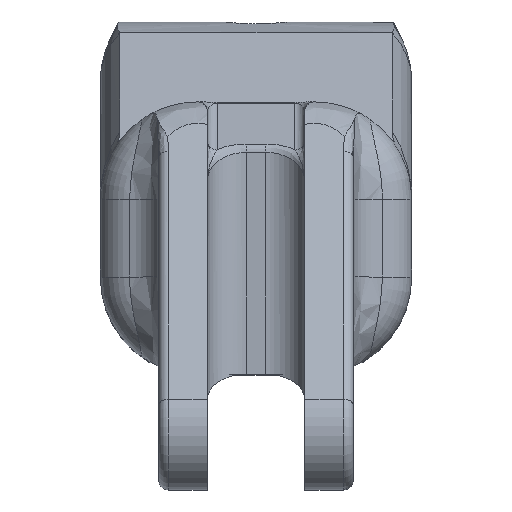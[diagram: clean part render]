
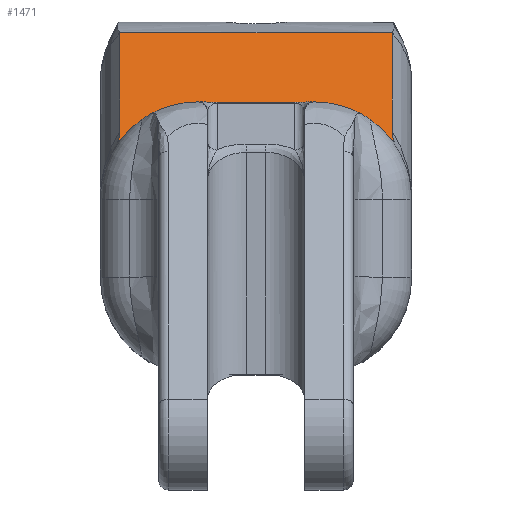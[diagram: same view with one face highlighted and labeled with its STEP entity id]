
A CAD part, top view. The second image highlights one B-rep face of the part: STEP entity #1471.
In plain terms, the highlighted planar face has unit normal (0, 0.819, 0.574).
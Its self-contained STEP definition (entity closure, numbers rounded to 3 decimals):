
#62=PLANE('',#1640);
#252=FACE_OUTER_BOUND('',#352,.T.);
#352=EDGE_LOOP('',(#1322,#1323,#1324,#1325,#1326,#1327));
#359=LINE('',#2056,#434);
#416=LINE('',#2628,#491);
#419=LINE('',#2892,#494);
#431=LINE('',#4373,#506);
#434=VECTOR('',#1655,14.);
#491=VECTOR('',#1824,8.828);
#494=VECTOR('',#1855,8.828);
#506=VECTOR('',#2013,14.187);
#544=B_SPLINE_CURVE_WITH_KNOTS('',3,(#3164,#3165,#3166,#3167,#3168,#3169),
 .UNSPECIFIED.,.F.,.F.,(4,2,4),(0.,0.048,
0.095),.UNSPECIFIED.);
#545=B_SPLINE_CURVE_WITH_KNOTS('',3,(#3186,#3187,#3188,#3189,#3190,#3191),
 .UNSPECIFIED.,.F.,.F.,(4,2,4),(0.,0.047,
0.095),.UNSPECIFIED.);
#567=VERTEX_POINT('',#2048);
#568=VERTEX_POINT('',#2055);
#666=VERTEX_POINT('',#2627);
#674=VERTEX_POINT('',#2891);
#677=VERTEX_POINT('',#3157);
#678=VERTEX_POINT('',#3185);
#698=EDGE_CURVE('',#567,#568,#359,.T.);
#812=EDGE_CURVE('',#567,#666,#416,.F.);
#831=EDGE_CURVE('',#674,#568,#419,.F.);
#846=EDGE_CURVE('',#677,#666,#544,.T.);
#847=EDGE_CURVE('',#674,#678,#545,.T.);
#906=EDGE_CURVE('',#677,#678,#431,.T.);
#1322=ORIENTED_EDGE('',*,*,#812,.T.);
#1323=ORIENTED_EDGE('',*,*,#846,.F.);
#1324=ORIENTED_EDGE('',*,*,#906,.T.);
#1325=ORIENTED_EDGE('',*,*,#847,.F.);
#1326=ORIENTED_EDGE('',*,*,#831,.T.);
#1327=ORIENTED_EDGE('',*,*,#698,.F.);
#1471=ADVANCED_FACE('',(#252),#62,.F.);
#1640=AXIS2_PLACEMENT_3D('',#4372,#2011,#2012);
#1655=DIRECTION('',(1.,0.,0.));
#1824=DIRECTION('',(0.,0.574,-0.819));
#1855=DIRECTION('',(0.,-0.574,0.819));
#2011=DIRECTION('center_axis',(0.,-0.819,
-0.574));
#2012=DIRECTION('ref_axis',(-1.,0.,0.));
#2013=DIRECTION('',(1.,0.,0.));
#2048=CARTESIAN_POINT('',(1.,17.606,-32.637));
#2055=CARTESIAN_POINT('',(15.,17.606,-32.637));
#2056=CARTESIAN_POINT('',(1.,17.606,-32.637));
#2627=CARTESIAN_POINT('',(1.,12.543,-25.405));
#2628=CARTESIAN_POINT('',(1.,12.543,-25.405));
#2891=CARTESIAN_POINT('',(15.,12.543,-25.405));
#2892=CARTESIAN_POINT('',(15.,17.606,-32.637));
#3157=CARTESIAN_POINT('',(0.907,12.,-24.631));
#3164=CARTESIAN_POINT('Ctrl Pts',(0.907,12.,-24.631));
#3165=CARTESIAN_POINT('Ctrl Pts',(0.937,12.091,-24.761));
#3166=CARTESIAN_POINT('Ctrl Pts',(0.961,12.183,-24.892));
#3167=CARTESIAN_POINT('Ctrl Pts',(0.992,12.364,-25.15));
#3168=CARTESIAN_POINT('Ctrl Pts',(1.,12.453,-25.278));
#3169=CARTESIAN_POINT('Ctrl Pts',(1.,12.543,-25.405));
#3185=CARTESIAN_POINT('',(15.093,12.,-24.631));
#3186=CARTESIAN_POINT('Ctrl Pts',(15.,12.543,-25.405));
#3187=CARTESIAN_POINT('Ctrl Pts',(15.,12.453,-25.278));
#3188=CARTESIAN_POINT('Ctrl Pts',(15.008,12.364,-25.15));
#3189=CARTESIAN_POINT('Ctrl Pts',(15.039,12.183,-24.892));
#3190=CARTESIAN_POINT('Ctrl Pts',(15.063,12.091,-24.761));
#3191=CARTESIAN_POINT('Ctrl Pts',(15.093,12.,-24.631));
#4372=CARTESIAN_POINT('Origin',(0.,12.,-24.631));
#4373=CARTESIAN_POINT('',(0.907,12.,-24.631));
